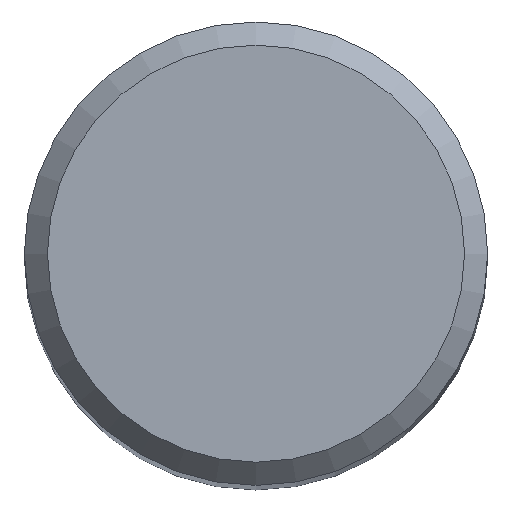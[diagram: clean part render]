
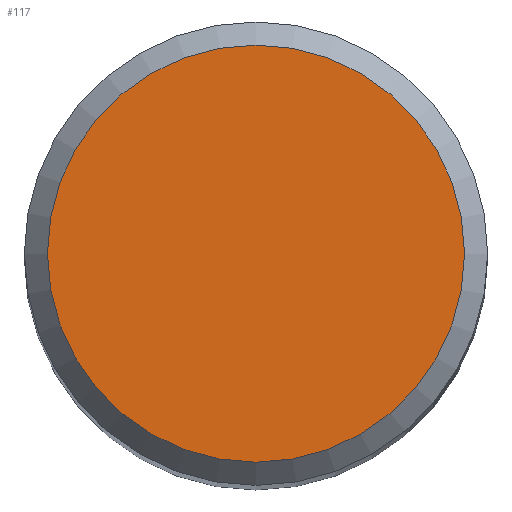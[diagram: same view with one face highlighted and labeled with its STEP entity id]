
A CAD part, top view. The second image highlights one B-rep face of the part: STEP entity #117.
In plain terms, the highlighted planar face has unit normal (0, 0, 1).
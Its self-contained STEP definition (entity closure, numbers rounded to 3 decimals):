
#5 = AXIS2_PLACEMENT_3D ( 'NONE', #19, #53, #165 ) ;
#15 = EDGE_LOOP ( 'NONE', ( #68 ) ) ;
#19 = CARTESIAN_POINT ( 'NONE',  ( 0., 0., 60. ) ) ;
#53 = DIRECTION ( 'NONE',  ( 0., 0., -1. ) ) ;
#68 = ORIENTED_EDGE ( 'NONE', *, *, #145, .F. ) ;
#95 = PLANE ( 'NONE',  #5 ) ;
#97 = FACE_OUTER_BOUND ( 'NONE', #15, .T. ) ;
#117 = ADVANCED_FACE ( 'NONE', ( #97 ), #95, .F. ) ;
#129 = CARTESIAN_POINT ( 'NONE',  ( 0., 2.7, 60. ) ) ;
#145 = EDGE_CURVE ( 'NONE', #209, #209, #163, .T. ) ;
#155 = AXIS2_PLACEMENT_3D ( 'NONE', #207, #177, #162 ) ;
#162 = DIRECTION ( 'NONE',  ( 0., 1., 0. ) ) ;
#163 = CIRCLE ( 'NONE', #155, 2.7 ) ;
#165 = DIRECTION ( 'NONE',  ( 0., 1., 0. ) ) ;
#177 = DIRECTION ( 'NONE',  ( 0., 0., -1. ) ) ;
#207 = CARTESIAN_POINT ( 'NONE',  ( 0., 0., 60. ) ) ;
#209 = VERTEX_POINT ( 'NONE', #129 ) ;
